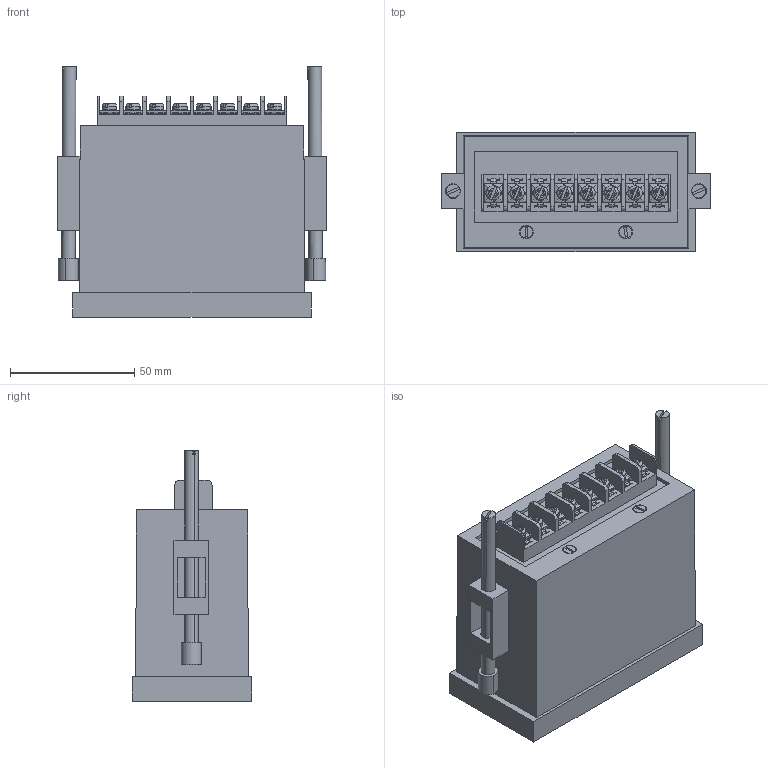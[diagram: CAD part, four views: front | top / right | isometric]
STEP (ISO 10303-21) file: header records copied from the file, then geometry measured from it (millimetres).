
FILE_DESCRIPTION (( 'STEP AP214' ), '1' );
FILE_NAME ('IC-165-04.STEP', '2022-01-17T14:36:03', ( '' ), ( '' ), 'SwSTEP 2.0', 'SolidWorks 2017', '' );
FILE_SCHEMA (( 'AUTOMOTIVE_DESIGN' ));
Length unit declared in the file: millimetre
Products named in the file (65): Screw-Countershank-Small; Gt-1-Terminal sheetmetal; Gaurang-GT-1.plastic-8ways; Screw+Washer; Screw; Washer; Screw-Countershank; GT-1PCB - 8Way; BrassInsert; BP-48-00; Back Plate BP-48-00-GT-1Ter.; Clamp-Plastic-2; Clamp-Plastic-1; Metal Plate MPL-065; IC-165-04; Clamp-065; Front Plate FP-48-00; Clamp-Metal-065; Back Plate BP-48-00; Case IC-165; GT-1-MetalPart
Assembly tree (33 placements, depth 5):
  Screw-Countershank-Small
  Gaurang-GT-1.plastic-8ways
  Screw
  Screw
  Washer
Bounding box: 108.39 x 48 x 100.83 mm (x, y, z)
Volume: 90693.6 mm3; surface area: 94637.6 mm2
Topology: 44 solids, 44 shells, 1449 faces, 3690 edges, 2346 vertices
Faces by surface type: plane 853, cylinder 520, cone 52, bspline 24
Entity records: 18668 total; most frequent: CARTESIAN_POINT 3496, DIRECTION 2893, ORIENTED_EDGE 2834, EDGE_CURVE 1417, VECTOR 981, LINE 981, AXIS2_PLACEMENT_3D 956, VERTEX_POINT 921
